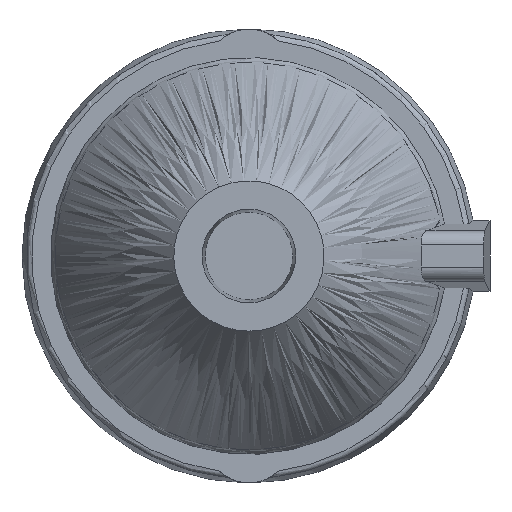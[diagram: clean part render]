
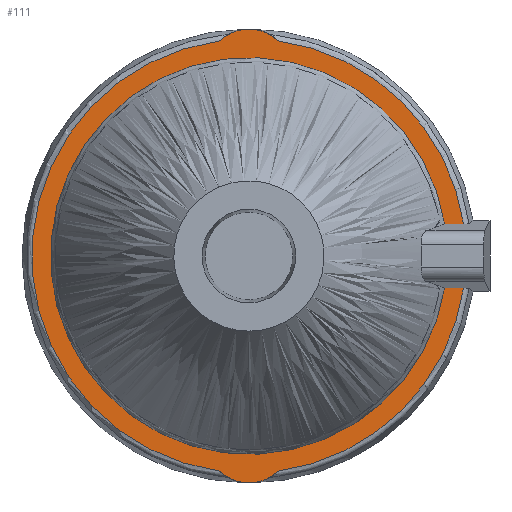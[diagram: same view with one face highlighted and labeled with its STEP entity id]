
A CAD part, front view. The second image highlights one B-rep face of the part: STEP entity #111.
In plain terms, the highlighted planar face has unit normal (0, -1, 0).
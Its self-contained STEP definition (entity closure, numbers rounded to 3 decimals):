
#111=ADVANCED_FACE('',(#160),#161,.F.);
#160=FACE_OUTER_BOUND('',#216,.T.);
#161=PLANE('',#217);
#216=EDGE_LOOP('',(#415,#416,#417,#418,#419,#420,#421,#422));
#217=AXIS2_PLACEMENT_3D('',#423,#424,#425);
#415=ORIENTED_EDGE('',*,*,#479,.T.);
#416=ORIENTED_EDGE('',*,*,#504,.F.);
#417=ORIENTED_EDGE('',*,*,#465,.T.);
#418=ORIENTED_EDGE('',*,*,#467,.T.);
#419=ORIENTED_EDGE('',*,*,#469,.T.);
#420=ORIENTED_EDGE('',*,*,#477,.T.);
#421=ORIENTED_EDGE('',*,*,#506,.F.);
#422=ORIENTED_EDGE('',*,*,#507,.T.);
#423=CARTESIAN_POINT('',(0.0,7.03,0.0));
#424=DIRECTION('',(-0.0,1.0,0.0));
#425=DIRECTION('',(1.0,0.0,0.0));
#465=EDGE_CURVE('',#510,#520,#522,.T.);
#467=EDGE_CURVE('',#520,#523,#526,.T.);
#469=EDGE_CURVE('',#523,#528,#529,.T.);
#477=EDGE_CURVE('',#528,#540,#542,.T.);
#479=EDGE_CURVE('',#546,#543,#547,.T.);
#504=EDGE_CURVE('',#510,#543,#588,.T.);
#506=EDGE_CURVE('',#590,#540,#591,.T.);
#507=EDGE_CURVE('',#590,#546,#592,.T.);
#510=VERTEX_POINT('',#595);
#520=VERTEX_POINT('',#622);
#522=LINE('',#628,#629);
#523=VERTEX_POINT('',#630);
#526=CIRCLE('',#640,7.654);
#528=VERTEX_POINT('',#642);
#529=CIRCLE('',#643,1.5);
#540=VERTEX_POINT('',#690);
#542=CIRCLE('',#699,7.654);
#543=VERTEX_POINT('',#700);
#546=VERTEX_POINT('',#714);
#547=LINE('',#715,#716);
#588=CIRCLE('',#801,6.994);
#590=VERTEX_POINT('',#803);
#591=CIRCLE('',#804,1.5);
#592=CIRCLE('',#805,7.654);
#595=CARTESIAN_POINT('',(6.903,7.03,1.123));
#622=CARTESIAN_POINT('',(7.571,7.03,1.123));
#628=CARTESIAN_POINT('',(8.5,7.03,1.123));
#629=VECTOR('',#819,1.0);
#630=CARTESIAN_POINT('',(1.038,7.03,7.583));
#640=AXIS2_PLACEMENT_3D('',#820,#821,#822);
#642=CARTESIAN_POINT('',(-1.038,7.03,7.583));
#643=AXIS2_PLACEMENT_3D('',#826,#827,#828);
#690=CARTESIAN_POINT('',(-1.038,7.03,-7.583));
#699=AXIS2_PLACEMENT_3D('',#835,#836,#837);
#700=CARTESIAN_POINT('',(6.903,7.03,-1.123));
#714=CARTESIAN_POINT('',(7.571,7.03,-1.123));
#715=CARTESIAN_POINT('',(8.5,7.03,-1.123));
#716=VECTOR('',#838,1.0);
#801=AXIS2_PLACEMENT_3D('',#882,#883,#884);
#803=CARTESIAN_POINT('',(1.038,7.03,-7.583));
#804=AXIS2_PLACEMENT_3D('',#888,#889,#890);
#805=AXIS2_PLACEMENT_3D('',#891,#892,#893);
#819=DIRECTION('',(1.0,0.0,0.));
#820=CARTESIAN_POINT('',(0.0,7.03,0.0));
#821=DIRECTION('',(0.0,-1.0,0.0));
#822=DIRECTION('',(0.0,0.0,1.0));
#826=CARTESIAN_POINT('',(0.,7.03,6.5));
#827=DIRECTION('',(0.0,-1.0,0.0));
#828=DIRECTION('',(0.0,0.0,1.0));
#835=CARTESIAN_POINT('',(0.0,7.03,0.0));
#836=DIRECTION('',(0.0,-1.0,0.0));
#837=DIRECTION('',(0.0,0.0,1.0));
#838=DIRECTION('',(-1.0,0.0,0.));
#882=CARTESIAN_POINT('',(0.0,7.03,0.0));
#883=DIRECTION('',(0.0,-1.0,0.0));
#884=DIRECTION('',(0.0,0.0,-1.0));
#888=CARTESIAN_POINT('',(0.,7.03,-6.5));
#889=DIRECTION('',(0.0,1.0,0.0));
#890=DIRECTION('',(0.0,0.0,-1.0));
#891=CARTESIAN_POINT('',(0.0,7.03,0.0));
#892=DIRECTION('',(0.0,-1.0,0.0));
#893=DIRECTION('',(0.0,0.0,1.0));
